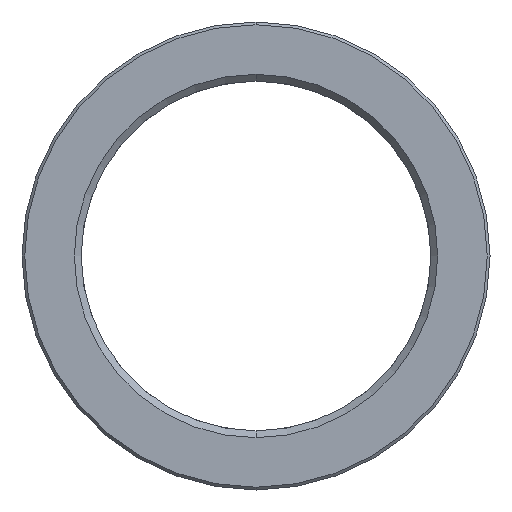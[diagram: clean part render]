
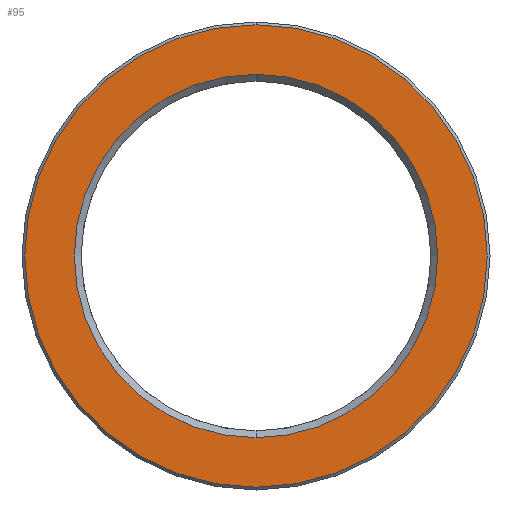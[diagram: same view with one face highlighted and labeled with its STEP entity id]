
A CAD part, front view. The second image highlights one B-rep face of the part: STEP entity #95.
In plain terms, the highlighted planar face has unit normal (0, -1, 0).
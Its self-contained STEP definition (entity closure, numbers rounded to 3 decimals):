
#28 = AXIS2_PLACEMENT_3D ( 'NONE', #836, #837, #842 ) ;
#51 = DIRECTION ( 'NONE',  ( 0., 0., 1. ) ) ;
#95 = ADVANCED_FACE ( 'NONE', ( #360, #354 ), #1155, .F. ) ;
#122 = ORIENTED_EDGE ( 'NONE', *, *, #1032, .T. ) ;
#172 = DIRECTION ( 'NONE',  ( 0., 1., 0. ) ) ;
#220 = CIRCLE ( 'NONE', #28, 16.8 ) ;
#224 = EDGE_CURVE ( 'NONE', #803, #818, #252, .T. ) ;
#226 = CARTESIAN_POINT ( 'NONE',  ( 0., 0., 13.2 ) ) ;
#252 = CIRCLE ( 'NONE', #391, 16.8 ) ;
#258 = CARTESIAN_POINT ( 'NONE',  ( 0., 0., 0. ) ) ;
#300 = CARTESIAN_POINT ( 'NONE',  ( 0., 0., 16.8 ) ) ;
#354 = FACE_BOUND ( 'NONE', #1476, .T. ) ;
#360 = FACE_OUTER_BOUND ( 'NONE', #1513, .T. ) ;
#391 = AXIS2_PLACEMENT_3D ( 'NONE', #551, #498, #485 ) ;
#485 = DIRECTION ( 'NONE',  ( 0., 0., 1. ) ) ;
#498 = DIRECTION ( 'NONE',  ( 0., -1., 0. ) ) ;
#539 = DIRECTION ( 'NONE',  ( 0., 0., 1. ) ) ;
#544 = DIRECTION ( 'NONE',  ( 0., 1., 0. ) ) ;
#551 = CARTESIAN_POINT ( 'NONE',  ( 0., 0., 0. ) ) ;
#559 = CARTESIAN_POINT ( 'NONE',  ( 0., 0., 0. ) ) ;
#636 = CIRCLE ( 'NONE', #1422, 13.2 ) ;
#659 = CARTESIAN_POINT ( 'NONE',  ( 0., 0., -13.2 ) ) ;
#686 = DIRECTION ( 'NONE',  ( 0., 0., 1. ) ) ;
#707 = DIRECTION ( 'NONE',  ( 0., 1., 0. ) ) ;
#789 = ORIENTED_EDGE ( 'NONE', *, *, #1249, .T. ) ;
#803 = VERTEX_POINT ( 'NONE', #937 ) ;
#818 = VERTEX_POINT ( 'NONE', #300 ) ;
#836 = CARTESIAN_POINT ( 'NONE',  ( 0., 0., 0. ) ) ;
#837 = DIRECTION ( 'NONE',  ( 0., -1., 0. ) ) ;
#842 = DIRECTION ( 'NONE',  ( 0., 0., 1. ) ) ;
#919 = CARTESIAN_POINT ( 'NONE',  ( 12.7, 0., 0. ) ) ;
#937 = CARTESIAN_POINT ( 'NONE',  ( 0., 0., -16.8 ) ) ;
#1032 = EDGE_CURVE ( 'NONE', #1164, #1335, #636, .T. ) ;
#1108 = ORIENTED_EDGE ( 'NONE', *, *, #1501, .T. ) ;
#1155 = PLANE ( 'NONE',  #1234 ) ;
#1164 = VERTEX_POINT ( 'NONE', #659 ) ;
#1234 = AXIS2_PLACEMENT_3D ( 'NONE', #919, #707, #686 ) ;
#1249 = EDGE_CURVE ( 'NONE', #818, #803, #220, .T. ) ;
#1260 = AXIS2_PLACEMENT_3D ( 'NONE', #559, #544, #539 ) ;
#1310 = CIRCLE ( 'NONE', #1260, 13.2 ) ;
#1335 = VERTEX_POINT ( 'NONE', #226 ) ;
#1422 = AXIS2_PLACEMENT_3D ( 'NONE', #258, #172, #51 ) ;
#1476 = EDGE_LOOP ( 'NONE', ( #122, #1108 ) ) ;
#1501 = EDGE_CURVE ( 'NONE', #1335, #1164, #1310, .T. ) ;
#1513 = EDGE_LOOP ( 'NONE', ( #789, #1547 ) ) ;
#1547 = ORIENTED_EDGE ( 'NONE', *, *, #224, .T. ) ;
